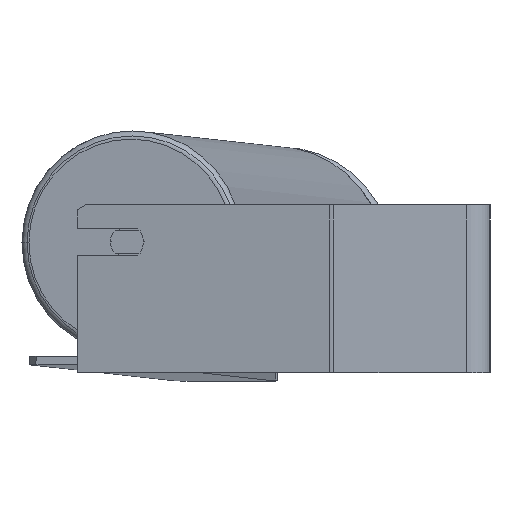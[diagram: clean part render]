
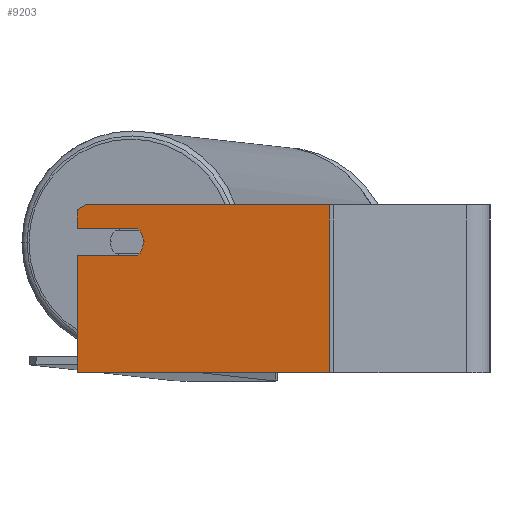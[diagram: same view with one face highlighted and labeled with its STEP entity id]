
A CAD part, left-side view. The second image highlights one B-rep face of the part: STEP entity #9203.
In plain terms, the highlighted planar face has unit normal (-0.985, 0.174, 0).
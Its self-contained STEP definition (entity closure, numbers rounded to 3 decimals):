
#25 = VERTEX_POINT ( 'NONE', #796 ) ;
#384 = PLANE ( 'NONE',  #3056 ) ;
#429 = ORIENTED_EDGE ( 'NONE', *, *, #4990, .F. ) ;
#496 = CARTESIAN_POINT ( 'NONE',  ( -783.252, 246.151, 50. ) ) ;
#523 = CARTESIAN_POINT ( 'NONE',  ( -809.787, 95.66, -50. ) ) ;
#607 = EDGE_CURVE ( 'NONE', #7243, #8954, #7700, .T. ) ;
#646 = VERTEX_POINT ( 'NONE', #6451 ) ;
#796 = CARTESIAN_POINT ( 'NONE',  ( -790.198, 206.759, 28. ) ) ;
#859 = LINE ( 'NONE', #2278, #980 ) ;
#980 = VECTOR ( 'NONE', #5101, 1000. ) ;
#985 = ORIENTED_EDGE ( 'NONE', *, *, #4816, .F. ) ;
#1523 = EDGE_CURVE ( 'NONE', #5827, #1950, #4347, .T. ) ;
#1608 = ORIENTED_EDGE ( 'NONE', *, *, #4766, .F. ) ;
#1752 = CARTESIAN_POINT ( 'NONE',  ( -783.252, 246.151, 50. ) ) ;
#1815 = DIRECTION ( 'NONE',  ( -0.174, -0.985, 0. ) ) ;
#1900 = EDGE_CURVE ( 'NONE', #1950, #25, #2317, .T. ) ;
#1950 = VERTEX_POINT ( 'NONE', #5200 ) ;
#2025 = VERTEX_POINT ( 'NONE', #8826 ) ;
#2032 = CARTESIAN_POINT ( 'NONE',  ( -783.252, 246.151, 36. ) ) ;
#2263 = ORIENTED_EDGE ( 'NONE', *, *, #3023, .T. ) ;
#2278 = CARTESIAN_POINT ( 'NONE',  ( -789.503, 210.698, 36. ) ) ;
#2317 = CIRCLE ( 'NONE', #7623, 10. ) ;
#2581 = DIRECTION ( 'NONE',  ( -0.174, -0.985, 0. ) ) ;
#2636 = LINE ( 'NONE', #5409, #7932 ) ;
#2816 = DIRECTION ( 'NONE',  ( -0.174, -0.985, 0. ) ) ;
#2880 = LINE ( 'NONE', #4167, #7054 ) ;
#3023 = EDGE_CURVE ( 'NONE', #646, #7243, #2880, .T. ) ;
#3056 = AXIS2_PLACEMENT_3D ( 'NONE', #1752, #4663, #4713 ) ;
#3214 = EDGE_CURVE ( 'NONE', #5827, #5813, #2636, .T. ) ;
#3494 = VECTOR ( 'NONE', #5388, 1000. ) ;
#3733 = ORIENTED_EDGE ( 'NONE', *, *, #1900, .F. ) ;
#4059 = VERTEX_POINT ( 'NONE', #6099 ) ;
#4162 = VERTEX_POINT ( 'NONE', #523 ) ;
#4167 = CARTESIAN_POINT ( 'NONE',  ( -783.252, 246.151, 47.113 ) ) ;
#4347 = LINE ( 'NONE', #4439, #5361 ) ;
#4386 = VECTOR ( 'NONE', #2816, 1000. ) ;
#4429 = CARTESIAN_POINT ( 'NONE',  ( -788.461, 216.607, 28. ) ) ;
#4439 = CARTESIAN_POINT ( 'NONE',  ( -789.503, 210.698, 20. ) ) ;
#4477 = VECTOR ( 'NONE', #2581, 1000. ) ;
#4497 = CARTESIAN_POINT ( 'NONE',  ( -783.252, 246.151, -50. ) ) ;
#4663 = DIRECTION ( 'NONE',  ( 0.985, -0.174, 0. ) ) ;
#4713 = DIRECTION ( 'NONE',  ( 0.174, 0.985, 0. ) ) ;
#4766 = EDGE_CURVE ( 'NONE', #646, #4059, #8267, .T. ) ;
#4773 = CARTESIAN_POINT ( 'NONE',  ( -788.461, 216.607, 28. ) ) ;
#4816 = EDGE_CURVE ( 'NONE', #25, #2025, #7351, .T. ) ;
#4990 = EDGE_CURVE ( 'NONE', #2025, #8954, #859, .T. ) ;
#5101 = DIRECTION ( 'NONE',  ( 0.174, 0.985, 0. ) ) ;
#5152 = DIRECTION ( 'NONE',  ( -0.985, 0.174, 0. ) ) ;
#5200 = CARTESIAN_POINT ( 'NONE',  ( -789.503, 210.698, 20. ) ) ;
#5361 = VECTOR ( 'NONE', #8600, 1000. ) ;
#5388 = DIRECTION ( 'NONE',  ( 0., 0., -1. ) ) ;
#5409 = CARTESIAN_POINT ( 'NONE',  ( -783.252, 246.151, 50. ) ) ;
#5670 = LINE ( 'NONE', #8734, #4386 ) ;
#5781 = DIRECTION ( 'NONE',  ( 0.15, 0.853, -0.5 ) ) ;
#5813 = VERTEX_POINT ( 'NONE', #4497 ) ;
#5827 = VERTEX_POINT ( 'NONE', #7980 ) ;
#6099 = CARTESIAN_POINT ( 'NONE',  ( -809.787, 95.66, 50. ) ) ;
#6451 = CARTESIAN_POINT ( 'NONE',  ( -784.12, 241.227, 50. ) ) ;
#6693 = ORIENTED_EDGE ( 'NONE', *, *, #3214, .T. ) ;
#6734 = VECTOR ( 'NONE', #9175, 1000. ) ;
#6832 = DIRECTION ( 'NONE',  ( -0.985, 0.174, 0. ) ) ;
#6989 = FACE_OUTER_BOUND ( 'NONE', #9172, .T. ) ;
#7049 = ORIENTED_EDGE ( 'NONE', *, *, #607, .T. ) ;
#7054 = VECTOR ( 'NONE', #5781, 1000. ) ;
#7072 = ORIENTED_EDGE ( 'NONE', *, *, #8450, .T. ) ;
#7089 = CARTESIAN_POINT ( 'NONE',  ( -783.252, 246.151, 47.113 ) ) ;
#7243 = VERTEX_POINT ( 'NONE', #7089 ) ;
#7351 = CIRCLE ( 'NONE', #8251, 10. ) ;
#7623 = AXIS2_PLACEMENT_3D ( 'NONE', #4429, #5152, #8017 ) ;
#7683 = CARTESIAN_POINT ( 'NONE',  ( -809.787, 95.66, 50. ) ) ;
#7700 = LINE ( 'NONE', #496, #6734 ) ;
#7932 = VECTOR ( 'NONE', #8367, 1000. ) ;
#7980 = CARTESIAN_POINT ( 'NONE',  ( -783.252, 246.151, 20. ) ) ;
#8017 = DIRECTION ( 'NONE',  ( -0.174, -0.985, 0. ) ) ;
#8251 = AXIS2_PLACEMENT_3D ( 'NONE', #4773, #6832, #1815 ) ;
#8267 = LINE ( 'NONE', #9168, #4477 ) ;
#8348 = LINE ( 'NONE', #7683, #3494 ) ;
#8367 = DIRECTION ( 'NONE',  ( 0., 0., -1. ) ) ;
#8450 = EDGE_CURVE ( 'NONE', #5813, #4162, #5670, .T. ) ;
#8600 = DIRECTION ( 'NONE',  ( -0.174, -0.985, 0. ) ) ;
#8694 = ORIENTED_EDGE ( 'NONE', *, *, #1523, .F. ) ;
#8710 = EDGE_CURVE ( 'NONE', #4059, #4162, #8348, .T. ) ;
#8734 = CARTESIAN_POINT ( 'NONE',  ( -783.252, 246.151, -50. ) ) ;
#8773 = ORIENTED_EDGE ( 'NONE', *, *, #8710, .F. ) ;
#8826 = CARTESIAN_POINT ( 'NONE',  ( -789.503, 210.698, 36. ) ) ;
#8954 = VERTEX_POINT ( 'NONE', #2032 ) ;
#9168 = CARTESIAN_POINT ( 'NONE',  ( -783.252, 246.151, 50. ) ) ;
#9172 = EDGE_LOOP ( 'NONE', ( #1608, #2263, #7049, #429, #985, #3733, #8694, #6693, #7072, #8773 ) ) ;
#9175 = DIRECTION ( 'NONE',  ( 0., 0., -1. ) ) ;
#9203 = ADVANCED_FACE ( 'NONE', ( #6989 ), #384, .F. ) ;
